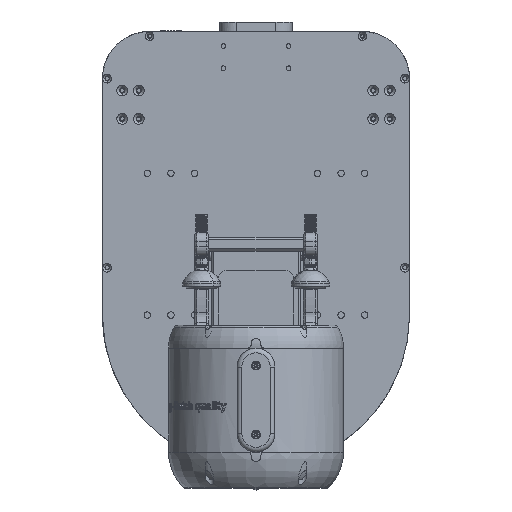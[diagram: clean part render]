
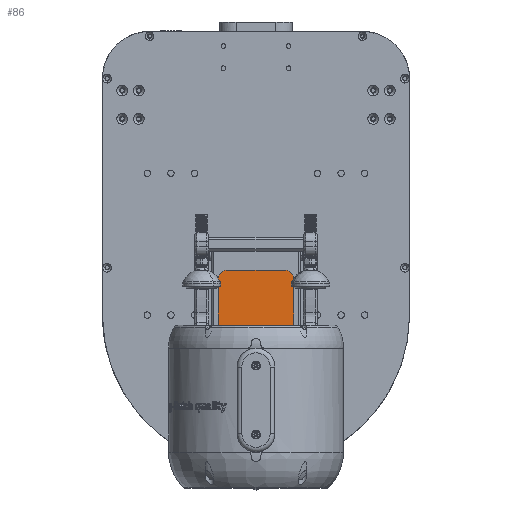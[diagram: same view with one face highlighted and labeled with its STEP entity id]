
A CAD part, front view. The second image highlights one B-rep face of the part: STEP entity #86.
In plain terms, the highlighted planar face has unit normal (0, -1, 0).
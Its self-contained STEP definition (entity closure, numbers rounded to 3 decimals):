
#86 = ADVANCED_FACE ( 'NONE', ( #162591 ), #89992, .T. ) ;
#638 = AXIS2_PLACEMENT_3D ( 'NONE', #179337, #49521, #16879 ) ;
#3473 = DIRECTION ( 'NONE',  ( 0., -1., 0. ) ) ;
#8624 = CIRCLE ( 'NONE', #115598, 45. ) ;
#9750 = ORIENTED_EDGE ( 'NONE', *, *, #170009, .T. ) ;
#13142 = DIRECTION ( 'NONE',  ( -1., 0., 0. ) ) ;
#15479 = VERTEX_POINT ( 'NONE', #137394 ) ;
#16402 = EDGE_CURVE ( 'NONE', #181892, #68594, #111216, .T. ) ;
#16879 = DIRECTION ( 'NONE',  ( 0., 0., -1. ) ) ;
#18721 = ORIENTED_EDGE ( 'NONE', *, *, #36958, .T. ) ;
#23734 = CIRCLE ( 'NONE', #151850, 10. ) ;
#25837 = DIRECTION ( 'NONE',  ( 0., 0., -1. ) ) ;
#25872 = CARTESIAN_POINT ( 'NONE',  ( 228.304, 240.528, 25.429 ) ) ;
#26139 = CARTESIAN_POINT ( 'NONE',  ( 218.304, 240.528, 106.832 ) ) ;
#28411 = EDGE_LOOP ( 'NONE', ( #60156, #86845, #9750, #149208, #108068, #162133, #18721, #178138, #76668, #80849 ) ) ;
#29264 = CARTESIAN_POINT ( 'NONE',  ( 218.304, 240.528, 15.429 ) ) ;
#31191 = AXIS2_PLACEMENT_3D ( 'NONE', #171014, #53618, #125291 ) ;
#32140 = CARTESIAN_POINT ( 'NONE',  ( 163.758, 240.528, 17.048 ) ) ;
#36958 = EDGE_CURVE ( 'NONE', #46705, #38944, #23734, .T. ) ;
#38634 = VECTOR ( 'NONE', #81581, 1000. ) ;
#38944 = VERTEX_POINT ( 'NONE', #32140 ) ;
#39282 = DIRECTION ( 'NONE',  ( 0., 0., -1. ) ) ;
#42089 = EDGE_CURVE ( 'NONE', #177643, #68594, #77022, .T. ) ;
#43052 = LINE ( 'NONE', #173868, #99222 ) ;
#44927 = VERTEX_POINT ( 'NONE', #187120 ) ;
#45356 = CIRCLE ( 'NONE', #97191, 10. ) ;
#46705 = VERTEX_POINT ( 'NONE', #185757 ) ;
#49136 = AXIS2_PLACEMENT_3D ( 'NONE', #147174, #186350, #72629 ) ;
#49521 = DIRECTION ( 'NONE',  ( 0., -1., 0. ) ) ;
#52344 = CIRCLE ( 'NONE', #159123, 10. ) ;
#53618 = DIRECTION ( 'NONE',  ( 0., -1., 0. ) ) ;
#55508 = CIRCLE ( 'NONE', #70731, 10. ) ;
#57515 = VECTOR ( 'NONE', #13142, 1000. ) ;
#60156 = ORIENTED_EDGE ( 'NONE', *, *, #16402, .F. ) ;
#60259 = EDGE_CURVE ( 'NONE', #74718, #46705, #45356, .T. ) ;
#63813 = DIRECTION ( 'NONE',  ( 0., 0., -1. ) ) ;
#64014 = DIRECTION ( 'NONE',  ( 0., -1., 0. ) ) ;
#68594 = VERTEX_POINT ( 'NONE', #25872 ) ;
#70731 = AXIS2_PLACEMENT_3D ( 'NONE', #187223, #156764, #25837 ) ;
#71697 = CARTESIAN_POINT ( 'NONE',  ( 188.304, 240.528, -20.668 ) ) ;
#72629 = DIRECTION ( 'NONE',  ( 0., 0., -1. ) ) ;
#74718 = VERTEX_POINT ( 'NONE', #101108 ) ;
#75490 = EDGE_CURVE ( 'NONE', #133936, #38944, #8624, .T. ) ;
#76668 = ORIENTED_EDGE ( 'NONE', *, *, #159636, .T. ) ;
#77022 = CIRCLE ( 'NONE', #638, 10. ) ;
#80621 = CARTESIAN_POINT ( 'NONE',  ( 228.304, 240.528, 116.832 ) ) ;
#80849 = ORIENTED_EDGE ( 'NONE', *, *, #42089, .T. ) ;
#81581 = DIRECTION ( 'NONE',  ( 0., 0., -1. ) ) ;
#86845 = ORIENTED_EDGE ( 'NONE', *, *, #144376, .T. ) ;
#89992 = PLANE ( 'NONE',  #31191 ) ;
#91889 = VERTEX_POINT ( 'NONE', #179086 ) ;
#97191 = AXIS2_PLACEMENT_3D ( 'NONE', #136570, #64014, #107942 ) ;
#99222 = VECTOR ( 'NONE', #39282, 1000. ) ;
#101108 = CARTESIAN_POINT ( 'NONE',  ( 148.304, 240.528, 25.429 ) ) ;
#105142 = CARTESIAN_POINT ( 'NONE',  ( 212.849, 240.528, 17.048 ) ) ;
#107942 = DIRECTION ( 'NONE',  ( 0., 0., -1. ) ) ;
#108068 = ORIENTED_EDGE ( 'NONE', *, *, #173676, .T. ) ;
#111216 = LINE ( 'NONE', #80621, #38634 ) ;
#112189 = DIRECTION ( 'NONE',  ( 0., 0., -1. ) ) ;
#115536 = LINE ( 'NONE', #185213, #57515 ) ;
#115598 = AXIS2_PLACEMENT_3D ( 'NONE', #71697, #116627, #129989 ) ;
#116627 = DIRECTION ( 'NONE',  ( 0., -1., 0. ) ) ;
#125291 = DIRECTION ( 'NONE',  ( 0., 0., -1. ) ) ;
#129989 = DIRECTION ( 'NONE',  ( 0., 0., -1. ) ) ;
#131458 = CIRCLE ( 'NONE', #49136, 10. ) ;
#133936 = VERTEX_POINT ( 'NONE', #105142 ) ;
#136570 = CARTESIAN_POINT ( 'NONE',  ( 158.304, 240.528, 25.429 ) ) ;
#137394 = CARTESIAN_POINT ( 'NONE',  ( 158.304, 240.528, 116.832 ) ) ;
#141741 = DIRECTION ( 'NONE',  ( 0., -1., 0. ) ) ;
#144376 = EDGE_CURVE ( 'NONE', #181892, #91889, #52344, .T. ) ;
#147174 = CARTESIAN_POINT ( 'NONE',  ( 158.304, 240.528, 106.832 ) ) ;
#149208 = ORIENTED_EDGE ( 'NONE', *, *, #157145, .T. ) ;
#151850 = AXIS2_PLACEMENT_3D ( 'NONE', #165964, #3473, #63813 ) ;
#156764 = DIRECTION ( 'NONE',  ( 0., -1., 0. ) ) ;
#157145 = EDGE_CURVE ( 'NONE', #15479, #44927, #131458, .T. ) ;
#159123 = AXIS2_PLACEMENT_3D ( 'NONE', #26139, #141741, #112189 ) ;
#159636 = EDGE_CURVE ( 'NONE', #133936, #177643, #55508, .T. ) ;
#162133 = ORIENTED_EDGE ( 'NONE', *, *, #60259, .T. ) ;
#162591 = FACE_OUTER_BOUND ( 'NONE', #28411, .T. ) ;
#165964 = CARTESIAN_POINT ( 'NONE',  ( 158.304, 240.528, 25.429 ) ) ;
#170009 = EDGE_CURVE ( 'NONE', #91889, #15479, #115536, .T. ) ;
#171014 = CARTESIAN_POINT ( 'NONE',  ( 188.304, 240.528, 116.832 ) ) ;
#172425 = CARTESIAN_POINT ( 'NONE',  ( 228.304, 240.528, 106.832 ) ) ;
#173676 = EDGE_CURVE ( 'NONE', #44927, #74718, #43052, .T. ) ;
#173868 = CARTESIAN_POINT ( 'NONE',  ( 148.304, 240.528, 116.832 ) ) ;
#177643 = VERTEX_POINT ( 'NONE', #29264 ) ;
#178138 = ORIENTED_EDGE ( 'NONE', *, *, #75490, .F. ) ;
#179086 = CARTESIAN_POINT ( 'NONE',  ( 218.304, 240.528, 116.832 ) ) ;
#179337 = CARTESIAN_POINT ( 'NONE',  ( 218.304, 240.528, 25.429 ) ) ;
#181892 = VERTEX_POINT ( 'NONE', #172425 ) ;
#185213 = CARTESIAN_POINT ( 'NONE',  ( 188.304, 240.528, 116.832 ) ) ;
#185757 = CARTESIAN_POINT ( 'NONE',  ( 158.304, 240.528, 15.429 ) ) ;
#186350 = DIRECTION ( 'NONE',  ( 0., -1., 0. ) ) ;
#187120 = CARTESIAN_POINT ( 'NONE',  ( 148.304, 240.528, 106.832 ) ) ;
#187223 = CARTESIAN_POINT ( 'NONE',  ( 218.304, 240.528, 25.429 ) ) ;
